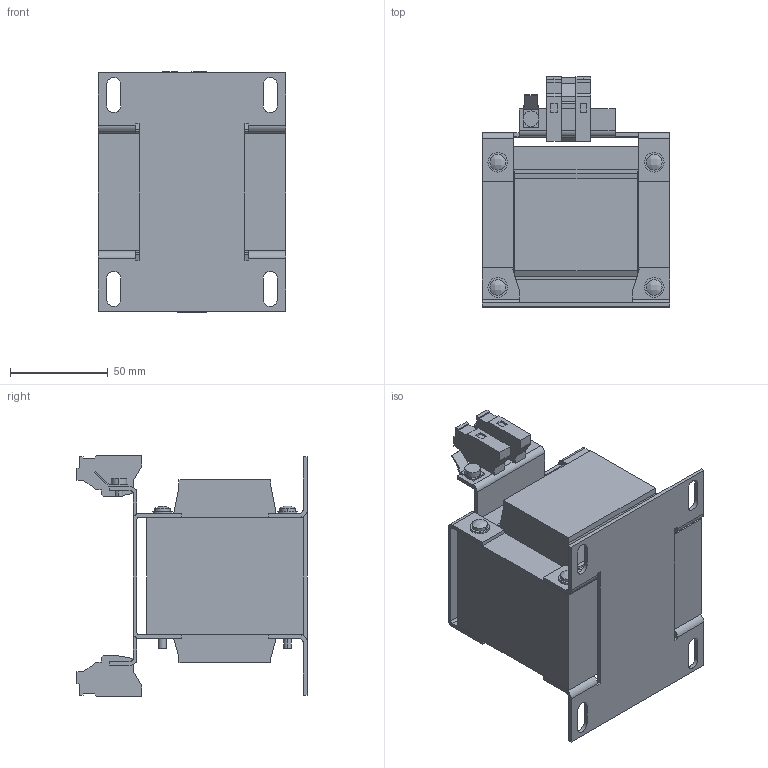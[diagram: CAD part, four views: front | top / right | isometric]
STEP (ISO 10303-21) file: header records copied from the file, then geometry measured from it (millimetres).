
FILE_DESCRIPTION (( 'STEP AP203' ), '1' );
FILE_NAME ('CT-025-060-12-0.step', '2024-10-31T17:04:38', ( '' ), ( '' ), 'SwSTEP 2.0', 'SolidWorks 2023', '' );
FILE_SCHEMA (( 'CONFIG_CONTROL_DESIGN' ));
Length unit declared in the file: inch
Products named in the file (1): CT-025-060-12-0
Bounding box: 96 x 117.7 x 123 mm (x, y, z)
Volume: 612461.8 mm3; surface area: 105634.8 mm2
Topology: 1 solids, 1 shells, 330 faces, 924 edges, 612 vertices
Faces by surface type: plane 241, cylinder 85, bspline 4
Entity records: 10739 total; most frequent: CARTESIAN_POINT 1927, ORIENTED_EDGE 1848, DIRECTION 1754, EDGE_CURVE 924, VECTOR 748, LINE 748, VERTEX_POINT 612, AXIS2_PLACEMENT_3D 503
